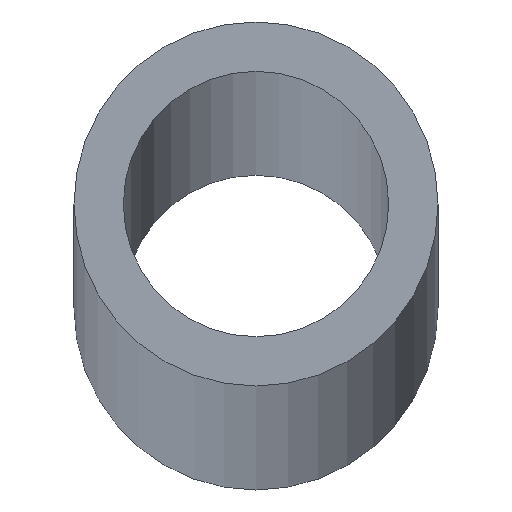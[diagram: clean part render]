
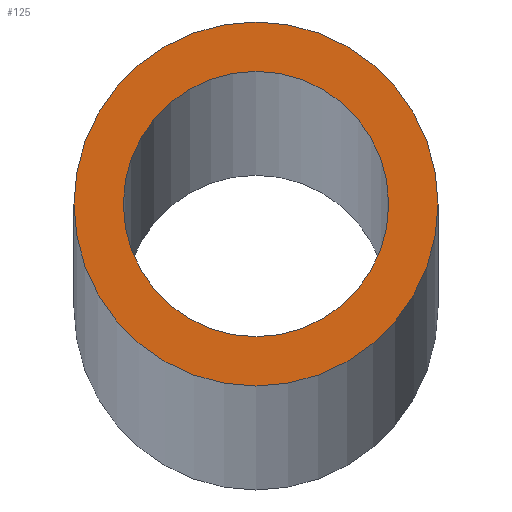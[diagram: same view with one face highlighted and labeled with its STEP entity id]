
A CAD part, top view. The second image highlights one B-rep face of the part: STEP entity #125.
In plain terms, the highlighted planar face has unit normal (0, 0, 1).
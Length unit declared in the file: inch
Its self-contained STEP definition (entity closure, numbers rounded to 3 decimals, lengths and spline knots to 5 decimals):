
#9 = VERTEX_POINT ( 'NONE', #48 ) ;
#15 = FACE_OUTER_BOUND ( 'NONE', #246, .T. ) ;
#19 = DIRECTION ( 'NONE',  ( 1., 0., 0. ) ) ;
#27 = ORIENTED_EDGE ( 'NONE', *, *, #198, .T. ) ;
#28 = EDGE_CURVE ( 'NONE', #80, #30, #131, .T. ) ;
#30 = VERTEX_POINT ( 'NONE', #206 ) ;
#31 = DIRECTION ( 'NONE',  ( 0., 0., 1. ) ) ;
#32 = CARTESIAN_POINT ( 'NONE',  ( 0.66, 0., 216. ) ) ;
#33 = CARTESIAN_POINT ( 'NONE',  ( 0., 0., 216. ) ) ;
#38 = DIRECTION ( 'NONE',  ( 0., 0., 1. ) ) ;
#46 = ORIENTED_EDGE ( 'NONE', *, *, #28, .F. ) ;
#48 = CARTESIAN_POINT ( 'NONE',  ( -0.66, 0., 216. ) ) ;
#55 = EDGE_CURVE ( 'NONE', #141, #9, #232, .T. ) ;
#56 = CIRCLE ( 'NONE', #193, 0.481 ) ;
#67 = FACE_BOUND ( 'NONE', #204, .T. ) ;
#80 = VERTEX_POINT ( 'NONE', #207 ) ;
#82 = ORIENTED_EDGE ( 'NONE', *, *, #55, .T. ) ;
#92 = DIRECTION ( 'NONE',  ( 0., 0., 1. ) ) ;
#93 = CARTESIAN_POINT ( 'NONE',  ( 0., 0., 216. ) ) ;
#95 = CIRCLE ( 'NONE', #237, 0.66 ) ;
#124 = DIRECTION ( 'NONE',  ( 1., 0., 0. ) ) ;
#125 = ADVANCED_FACE ( 'NONE', ( #15, #67 ), #230, .T. ) ;
#127 = DIRECTION ( 'NONE',  ( 0., 0., 1. ) ) ;
#131 = CIRCLE ( 'NONE', #156, 0.481 ) ;
#134 = DIRECTION ( 'NONE',  ( 1., 0., 0. ) ) ;
#135 = CARTESIAN_POINT ( 'NONE',  ( 0., 0., 216. ) ) ;
#141 = VERTEX_POINT ( 'NONE', #32 ) ;
#148 = DIRECTION ( 'NONE',  ( 1., 0., 0. ) ) ;
#156 = AXIS2_PLACEMENT_3D ( 'NONE', #252, #228, #148 ) ;
#168 = EDGE_CURVE ( 'NONE', #30, #80, #56, .T. ) ;
#189 = AXIS2_PLACEMENT_3D ( 'NONE', #210, #31, #231 ) ;
#193 = AXIS2_PLACEMENT_3D ( 'NONE', #135, #38, #134 ) ;
#198 = EDGE_CURVE ( 'NONE', #9, #141, #95, .T. ) ;
#204 = EDGE_LOOP ( 'NONE', ( #46, #242 ) ) ;
#206 = CARTESIAN_POINT ( 'NONE',  ( 0.481, 0., 216. ) ) ;
#207 = CARTESIAN_POINT ( 'NONE',  ( -0.481, 0., 216. ) ) ;
#210 = CARTESIAN_POINT ( 'NONE',  ( 0., 0., 216. ) ) ;
#213 = AXIS2_PLACEMENT_3D ( 'NONE', #33, #127, #124 ) ;
#228 = DIRECTION ( 'NONE',  ( 0., 0., 1. ) ) ;
#230 = PLANE ( 'NONE',  #213 ) ;
#231 = DIRECTION ( 'NONE',  ( 1., 0., 0. ) ) ;
#232 = CIRCLE ( 'NONE', #189, 0.66 ) ;
#237 = AXIS2_PLACEMENT_3D ( 'NONE', #93, #92, #19 ) ;
#242 = ORIENTED_EDGE ( 'NONE', *, *, #168, .F. ) ;
#246 = EDGE_LOOP ( 'NONE', ( #27, #82 ) ) ;
#252 = CARTESIAN_POINT ( 'NONE',  ( 0., 0., 216. ) ) ;
